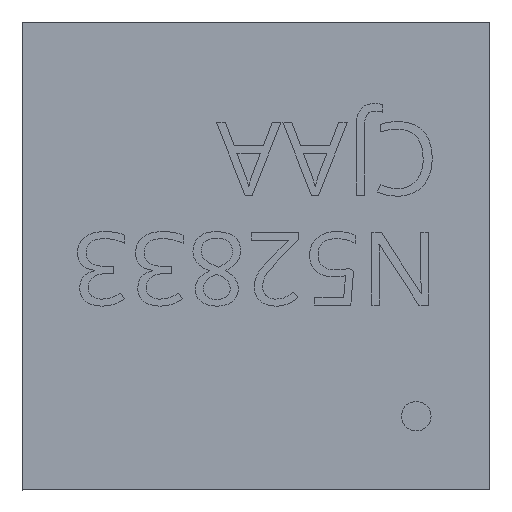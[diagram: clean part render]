
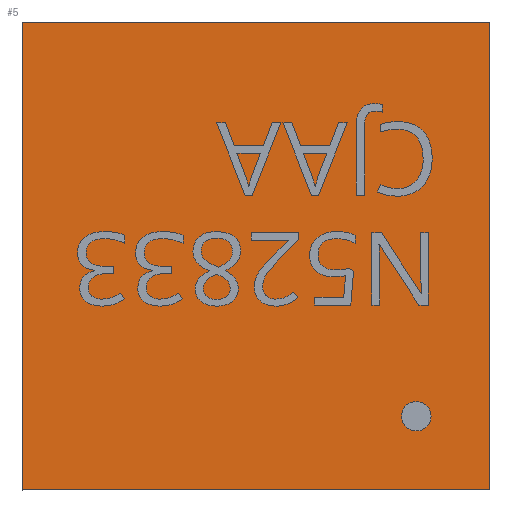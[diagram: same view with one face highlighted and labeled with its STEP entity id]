
A CAD part, top view. The second image highlights one B-rep face of the part: STEP entity #5.
In plain terms, the highlighted planar face has unit normal (0, 0, 1).
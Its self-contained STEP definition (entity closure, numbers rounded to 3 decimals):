
#5 = ADVANCED_FACE ( 'NONE', ( #11077 ), #6386, .T. ) ;
#313 = LINE ( 'NONE', #1968, #7126 ) ;
#1341 = CARTESIAN_POINT ( 'NONE',  ( -1.563, 0.025, 0.473 ) ) ;
#1647 = EDGE_CURVE ( 'NONE', #7866, #6582, #9005, .T. ) ;
#1657 = CARTESIAN_POINT ( 'NONE',  ( -1.563, 1.613, 0.473 ) ) ;
#1786 = CARTESIAN_POINT ( 'NONE',  ( 1.613, -1.563, 0.473 ) ) ;
#1827 = DIRECTION ( 'NONE',  ( 0., 0., 1. ) ) ;
#1968 = CARTESIAN_POINT ( 'NONE',  ( 1.613, 0.025, 0.473 ) ) ;
#2147 = AXIS2_PLACEMENT_3D ( 'NONE', #12051, #1827, #9390 ) ;
#3277 = EDGE_CURVE ( 'NONE', #7866, #5924, #5790, .T. ) ;
#3323 = DIRECTION ( 'NONE',  ( 0., -1., 0. ) ) ;
#3443 = LINE ( 'NONE', #7192, #7168 ) ;
#3540 = ORIENTED_EDGE ( 'NONE', *, *, #3277, .T. ) ;
#3553 = EDGE_CURVE ( 'NONE', #5924, #6324, #3443, .T. ) ;
#3602 = CARTESIAN_POINT ( 'NONE',  ( 0.025, 1.613, 0.473 ) ) ;
#4552 = ORIENTED_EDGE ( 'NONE', *, *, #1647, .F. ) ;
#5113 = ORIENTED_EDGE ( 'NONE', *, *, #3553, .T. ) ;
#5790 = LINE ( 'NONE', #1341, #7678 ) ;
#5924 = VERTEX_POINT ( 'NONE', #8519 ) ;
#6102 = VECTOR ( 'NONE', #8086, 1000. ) ;
#6324 = VERTEX_POINT ( 'NONE', #1786 ) ;
#6326 = DIRECTION ( 'NONE',  ( 1., 0., 0. ) ) ;
#6386 = PLANE ( 'NONE',  #2147 ) ;
#6582 = VERTEX_POINT ( 'NONE', #8115 ) ;
#7126 = VECTOR ( 'NONE', #7754, 1000. ) ;
#7168 = VECTOR ( 'NONE', #6326, 1000. ) ;
#7192 = CARTESIAN_POINT ( 'NONE',  ( 0.025, -1.563, 0.473 ) ) ;
#7678 = VECTOR ( 'NONE', #3323, 1000. ) ;
#7754 = DIRECTION ( 'NONE',  ( 0., -1., 0. ) ) ;
#7866 = VERTEX_POINT ( 'NONE', #1657 ) ;
#8086 = DIRECTION ( 'NONE',  ( 1., 0., 0. ) ) ;
#8115 = CARTESIAN_POINT ( 'NONE',  ( 1.613, 1.613, 0.473 ) ) ;
#8519 = CARTESIAN_POINT ( 'NONE',  ( -1.563, -1.563, 0.473 ) ) ;
#9005 = LINE ( 'NONE', #3602, #6102 ) ;
#9390 = DIRECTION ( 'NONE',  ( 1., 0., 0. ) ) ;
#9457 = EDGE_LOOP ( 'NONE', ( #4552, #3540, #5113, #10866 ) ) ;
#10314 = EDGE_CURVE ( 'NONE', #6582, #6324, #313, .T. ) ;
#10866 = ORIENTED_EDGE ( 'NONE', *, *, #10314, .F. ) ;
#11077 = FACE_OUTER_BOUND ( 'NONE', #9457, .T. ) ;
#12051 = CARTESIAN_POINT ( 'NONE',  ( 0.025, 0.025, 0.473 ) ) ;
